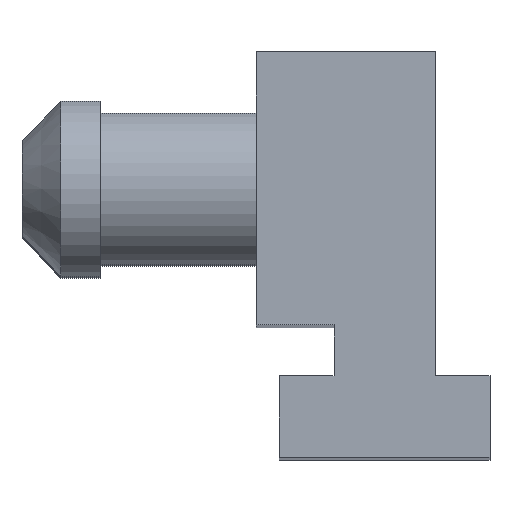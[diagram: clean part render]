
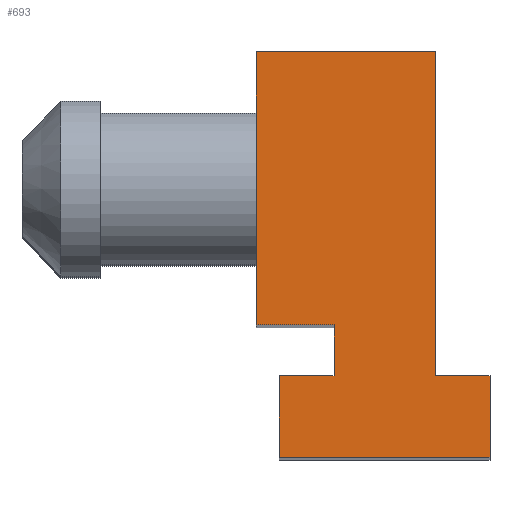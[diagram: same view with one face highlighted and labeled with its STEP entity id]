
A CAD part, top view. The second image highlights one B-rep face of the part: STEP entity #693.
In plain terms, the highlighted planar face has unit normal (0, 0, 1).
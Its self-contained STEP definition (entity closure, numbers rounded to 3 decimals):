
#244 = VERTEX_POINT('',#245);
#245 = CARTESIAN_POINT('',(-3.3,3.4,40.));
#251 = EDGE_CURVE('',#244,#252,#254,.T.);
#252 = VERTEX_POINT('',#253);
#253 = CARTESIAN_POINT('',(-3.3,10.4,40.));
#254 = LINE('',#255,#256);
#255 = CARTESIAN_POINT('',(-3.3,3.4,40.));
#256 = VECTOR('',#257,1.);
#257 = DIRECTION('',(0.,1.,0.));
#595 = EDGE_CURVE('',#244,#596,#598,.T.);
#596 = VERTEX_POINT('',#597);
#597 = CARTESIAN_POINT('',(-1.3,3.4,40.));
#598 = LINE('',#599,#600);
#599 = CARTESIAN_POINT('',(-3.3,3.4,40.));
#600 = VECTOR('',#601,1.);
#601 = DIRECTION('',(1.,0.,0.));
#693 = ADVANCED_FACE('',(#694),#760,.T.);
#694 = FACE_BOUND('',#695,.T.);
#695 = EDGE_LOOP('',(#696,#697,#705,#713,#721,#729,#737,#745,#753,#759)
  );
#696 = ORIENTED_EDGE('',*,*,#595,.T.);
#697 = ORIENTED_EDGE('',*,*,#698,.T.);
#698 = EDGE_CURVE('',#596,#699,#701,.T.);
#699 = VERTEX_POINT('',#700);
#700 = CARTESIAN_POINT('',(-1.3,2.1,40.));
#701 = LINE('',#702,#703);
#702 = CARTESIAN_POINT('',(-1.3,3.4,40.));
#703 = VECTOR('',#704,1.);
#704 = DIRECTION('',(0.,-1.,0.));
#705 = ORIENTED_EDGE('',*,*,#706,.F.);
#706 = EDGE_CURVE('',#707,#699,#709,.T.);
#707 = VERTEX_POINT('',#708);
#708 = CARTESIAN_POINT('',(-2.7,2.1,40.));
#709 = LINE('',#710,#711);
#710 = CARTESIAN_POINT('',(-2.7,2.1,40.));
#711 = VECTOR('',#712,1.);
#712 = DIRECTION('',(1.,0.,0.));
#713 = ORIENTED_EDGE('',*,*,#714,.F.);
#714 = EDGE_CURVE('',#715,#707,#717,.T.);
#715 = VERTEX_POINT('',#716);
#716 = CARTESIAN_POINT('',(-2.7,0.,40.));
#717 = LINE('',#718,#719);
#718 = CARTESIAN_POINT('',(-2.7,0.,40.));
#719 = VECTOR('',#720,1.);
#720 = DIRECTION('',(0.,1.,0.));
#721 = ORIENTED_EDGE('',*,*,#722,.T.);
#722 = EDGE_CURVE('',#715,#723,#725,.T.);
#723 = VERTEX_POINT('',#724);
#724 = CARTESIAN_POINT('',(2.7,0.,40.));
#725 = LINE('',#726,#727);
#726 = CARTESIAN_POINT('',(-2.7,0.,40.));
#727 = VECTOR('',#728,1.);
#728 = DIRECTION('',(1.,0.,0.));
#729 = ORIENTED_EDGE('',*,*,#730,.T.);
#730 = EDGE_CURVE('',#723,#731,#733,.T.);
#731 = VERTEX_POINT('',#732);
#732 = CARTESIAN_POINT('',(2.7,2.1,40.));
#733 = LINE('',#734,#735);
#734 = CARTESIAN_POINT('',(2.7,0.,40.));
#735 = VECTOR('',#736,1.);
#736 = DIRECTION('',(0.,1.,0.));
#737 = ORIENTED_EDGE('',*,*,#738,.T.);
#738 = EDGE_CURVE('',#731,#739,#741,.T.);
#739 = VERTEX_POINT('',#740);
#740 = CARTESIAN_POINT('',(1.3,2.1,40.));
#741 = LINE('',#742,#743);
#742 = CARTESIAN_POINT('',(2.7,2.1,40.));
#743 = VECTOR('',#744,1.);
#744 = DIRECTION('',(-1.,0.,0.));
#745 = ORIENTED_EDGE('',*,*,#746,.F.);
#746 = EDGE_CURVE('',#747,#739,#749,.T.);
#747 = VERTEX_POINT('',#748);
#748 = CARTESIAN_POINT('',(1.3,10.4,40.));
#749 = LINE('',#750,#751);
#750 = CARTESIAN_POINT('',(1.3,10.4,40.));
#751 = VECTOR('',#752,1.);
#752 = DIRECTION('',(0.,-1.,0.));
#753 = ORIENTED_EDGE('',*,*,#754,.T.);
#754 = EDGE_CURVE('',#747,#252,#755,.T.);
#755 = LINE('',#756,#757);
#756 = CARTESIAN_POINT('',(1.3,10.4,40.));
#757 = VECTOR('',#758,1.);
#758 = DIRECTION('',(-1.,0.,0.));
#759 = ORIENTED_EDGE('',*,*,#251,.F.);
#760 = PLANE('',#761);
#761 = AXIS2_PLACEMENT_3D('',#762,#763,#764);
#762 = CARTESIAN_POINT('',(-0.652,4.738,40.));
#763 = DIRECTION('',(0.,0.,1.));
#764 = DIRECTION('',(1.,0.,0.));
